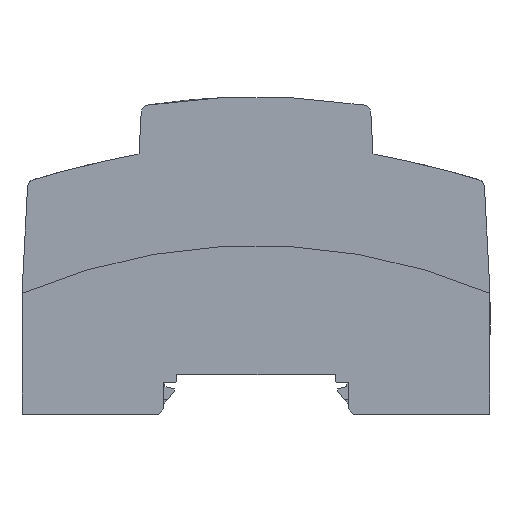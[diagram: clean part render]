
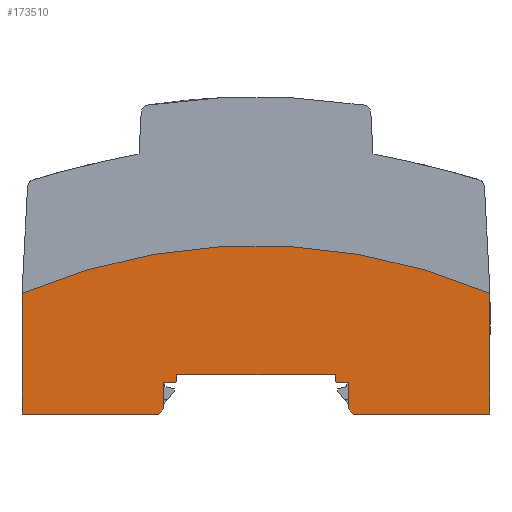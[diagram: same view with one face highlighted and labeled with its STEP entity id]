
A CAD part, left-side view. The second image highlights one B-rep face of the part: STEP entity #173510.
In plain terms, the highlighted face is planar.
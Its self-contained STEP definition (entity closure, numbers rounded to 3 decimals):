
#590=CARTESIAN_POINT('',(15.257,7.629,-53.9));
#600=VERTEX_POINT('',#590);
#630=CARTESIAN_POINT('',(0.,7.629,-53.9));
#640=DIRECTION('',(1.,0.,0.));
#650=VECTOR('',#640,1.);
#660=LINE('',#630,#650);
#670=CARTESIAN_POINT('',(-15.257,7.629,-53.9));
#680=VERTEX_POINT('',#670);
#690=EDGE_CURVE('',#680,#600,#660,.T.);
#1760=CARTESIAN_POINT('',(17.798,6.029,-53.9));
#1770=VERTEX_POINT('',#1760);
#1800=CARTESIAN_POINT('',(0.,6.029,-53.9));
#1810=DIRECTION('',(1.,0.,0.));
#1820=VECTOR('',#1810,1.);
#1830=LINE('',#1800,#1820);
#1840=CARTESIAN_POINT('',(15.397,6.029,-53.9));
#1850=VERTEX_POINT('',#1840);
#1860=EDGE_CURVE('',#1850,#1770,#1830,.T.);
#3730=CARTESIAN_POINT('',(-15.925,0.,-53.9));
#3740=DIRECTION('',(0.087,0.996,0.));
#3750=VECTOR('',#3740,1.);
#3760=LINE('',#3730,#3750);
#3770=CARTESIAN_POINT('',(-15.397,6.029,-53.9));
#3780=VERTEX_POINT('',#3770);
#3790=EDGE_CURVE('',#3780,#680,#3760,.T.);
#4160=CARTESIAN_POINT('',(44.998,0.029,-53.9));
#4170=VERTEX_POINT('',#4160);
#4200=CARTESIAN_POINT('',(0.,0.029,-53.9));
#4210=DIRECTION('',(1.,0.,0.));
#4220=VECTOR('',#4210,1.);
#4230=LINE('',#4200,#4220);
#4240=CARTESIAN_POINT('',(18.798,0.029,-53.9));
#4250=VERTEX_POINT('',#4240);
#4260=EDGE_CURVE('',#4250,#4170,#4230,.T.);
#7750=CARTESIAN_POINT('',(17.798,1.029,-53.9));
#7760=VERTEX_POINT('',#7750);
#7860=CARTESIAN_POINT('',(0.,18.828,-53.9));
#7870=DIRECTION('',(0.707,-0.707,0.));
#7880=VECTOR('',#7870,1.);
#7890=LINE('',#7860,#7880);
#7900=EDGE_CURVE('',#7760,#4250,#7890,.T.);
#8140=CARTESIAN_POINT('',(-17.802,6.029,-53.9));
#8150=VERTEX_POINT('',#8140);
#8180=CARTESIAN_POINT('',(-17.802,0.,-53.9));
#8190=DIRECTION('',(0.,1.,0.));
#8200=VECTOR('',#8190,1.);
#8210=LINE('',#8180,#8200);
#8220=CARTESIAN_POINT('',(-17.802,1.029,-53.9));
#8230=VERTEX_POINT('',#8220);
#8240=EDGE_CURVE('',#8230,#8150,#8210,.T.);
#9100=CARTESIAN_POINT('',(-45.002,0.029,-53.9));
#9110=VERTEX_POINT('',#9100);
#9140=CARTESIAN_POINT('',(-45.002,0.,-53.9));
#9150=DIRECTION('',(0.,-1.,0.));
#9160=VECTOR('',#9150,1.);
#9170=LINE('',#9140,#9160);
#9180=CARTESIAN_POINT('',(-45.002,23.279,-53.9));
#9190=VERTEX_POINT('',#9180);
#9200=EDGE_CURVE('',#9190,#9110,#9170,.T.);
#72290=CARTESIAN_POINT('',(44.998,23.279,-53.9));
#72300=VERTEX_POINT('',#72290);
#73910=CARTESIAN_POINT('',(44.998,0.,-53.9));
#73920=DIRECTION('',(0.,1.,0.));
#73930=VECTOR('',#73920,1.);
#73940=LINE('',#73910,#73930);
#73950=EDGE_CURVE('',#4170,#72300,#73940,.T.);
#103650=CARTESIAN_POINT('',(17.798,0.,-53.9));
#103660=DIRECTION('',(0.,-1.,0.));
#103670=VECTOR('',#103660,1.);
#103680=LINE('',#103650,#103670);
#103690=EDGE_CURVE('',#1770,#7760,#103680,.T.);
#104150=CARTESIAN_POINT('',(-18.802,0.029,-53.9))
;
#104160=VERTEX_POINT('',#104150);
#104260=CARTESIAN_POINT('',(0.,18.831,-53.9));
#104270=DIRECTION('',(0.707,0.707,0.));
#104280=VECTOR('',#104270,1.);
#104290=LINE('',#104260,#104280);
#104300=EDGE_CURVE('',#104160,#8230,#104290,.T.);
#106500=CARTESIAN_POINT('',(0.,6.029,-53.9));
#106510=DIRECTION('',(1.,0.,0.));
#106520=VECTOR('',#106510,1.);
#106530=LINE('',#106500,#106520);
#106540=EDGE_CURVE('',#8150,#3780,#106530,.T.);
#106830=CARTESIAN_POINT('',(15.925,0.,-53.9));
#106840=DIRECTION('',(0.087,-0.996,0.));
#106850=VECTOR('',#106840,1.);
#106860=LINE('',#106830,#106850);
#106870=EDGE_CURVE('',#600,#1850,#106860,.T.);
#108380=CARTESIAN_POINT('',(0.,0.029,-53.9));
#108390=DIRECTION('',(1.,0.,0.));
#108400=VECTOR('',#108390,1.);
#108410=LINE('',#108380,#108400);
#108420=EDGE_CURVE('',#9110,#104160,#108410,.T.);
#173110=CARTESIAN_POINT('',(-0.002,-82.551,-53.9
));
#173120=DIRECTION('',(0.,0.,-1.));
#173130=DIRECTION('',(-1.,0.,0.));
#173140=AXIS2_PLACEMENT_3D('',#173110,#173120,#173130);
#173150=CIRCLE('',#173140,115.);
#173160=EDGE_CURVE('',#9190,#72300,#173150,.T.);
#173300=CARTESIAN_POINT('',(-0.002,46.739,-53.9)
);
#173310=DIRECTION('',(0.,0.,-1.));
#173320=DIRECTION('',(-1.,0.,0.));
#173330=AXIS2_PLACEMENT_3D('',#173300,#173310,#173320);
#173340=PLANE('',#173330);
#173350=ORIENTED_EDGE('',*,*,#173160,.T.);
#173360=ORIENTED_EDGE('',*,*,#9200,.F.);
#173370=ORIENTED_EDGE('',*,*,#108420,.F.);
#173380=ORIENTED_EDGE('',*,*,#104300,.F.);
#173390=ORIENTED_EDGE('',*,*,#8240,.F.);
#173400=ORIENTED_EDGE('',*,*,#106540,.F.);
#173410=ORIENTED_EDGE('',*,*,#3790,.F.);
#173420=ORIENTED_EDGE('',*,*,#690,.F.);
#173430=ORIENTED_EDGE('',*,*,#106870,.F.);
#173440=ORIENTED_EDGE('',*,*,#1860,.F.);
#173450=ORIENTED_EDGE('',*,*,#103690,.F.);
#173460=ORIENTED_EDGE('',*,*,#7900,.F.);
#173470=ORIENTED_EDGE('',*,*,#4260,.F.);
#173480=ORIENTED_EDGE('',*,*,#73950,.F.);
#173490=EDGE_LOOP('',(#173480,#173470,#173460,#173450,#173440,#173430,
#173420,#173410,#173400,#173390,#173380,#173370,#173360,#173350));
#173500=FACE_OUTER_BOUND('',#173490,.T.);
#173510=ADVANCED_FACE('',(#173500),#173340,.T.);
